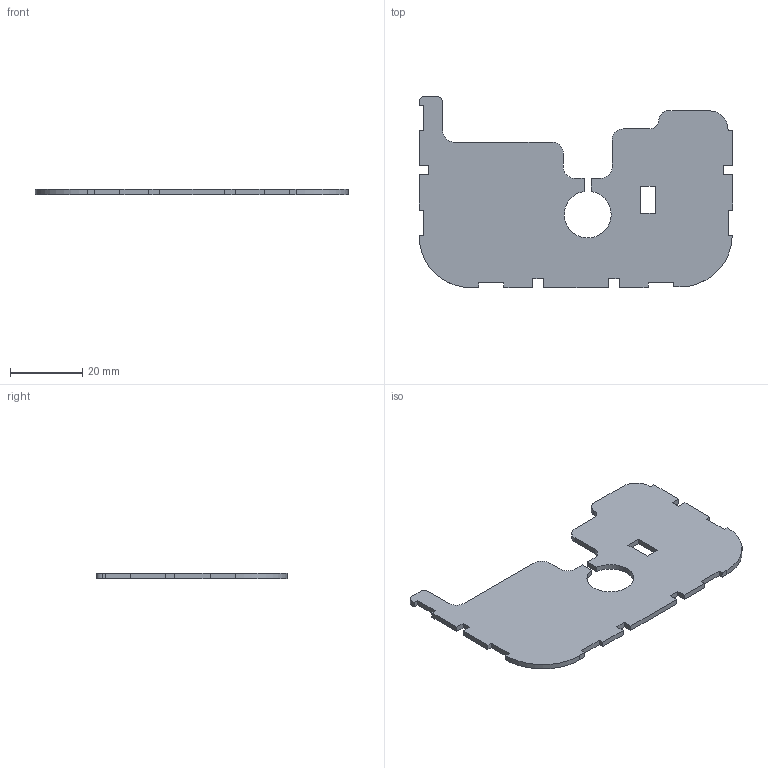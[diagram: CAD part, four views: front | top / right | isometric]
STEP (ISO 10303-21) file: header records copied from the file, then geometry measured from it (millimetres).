
FILE_DESCRIPTION(/* description */ (''),/* implementation_level */ '2;1');
FILE_NAME(/* name */ 'PCB v9.step',/* time_stamp */ '2023-04-14T21:50:29-06:00',/* author */ (''),/* organization */ (''),/* preprocessor_version */ 'ST-DEVELOPER v19.2',/* originating_system */ 'Autodesk Translation Framework v12.4.0.73',/* authorisation */ '');
FILE_SCHEMA (('AUTOMOTIVE_DESIGN { 1 0 10303 214 3 1 1 }'));
Length unit declared in the file: millimetre
Products named in the file (7): PCB; Packages; Board; 1-copper; 16-copper; 1-soldermask; 16-soldermask
Assembly tree (6 placements, depth 2):
  PCB
    Packages
    Board
    1-copper
    16-copper
    1-soldermask
    16-soldermask
Bounding box: 87 x 53 x 1.5 mm (x, y, z)
Volume: 4995.7 mm3; surface area: 7249.7 mm2
Topology: 1 solids, 1 shells, 69 faces, 201 edges, 134 vertices
Faces by surface type: plane 56, cylinder 13
Entity records: 2503 total; most frequent: CARTESIAN_POINT 418, ORIENTED_EDGE 402, DIRECTION 393, EDGE_CURVE 201, LINE 175, VECTOR 175, VERTEX_POINT 134, AXIS2_PLACEMENT_3D 109
